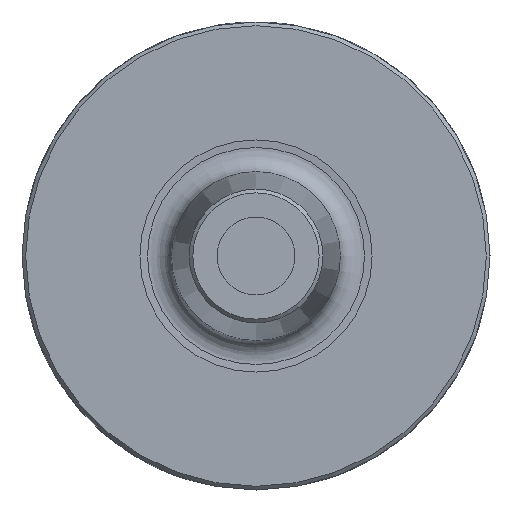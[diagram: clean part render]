
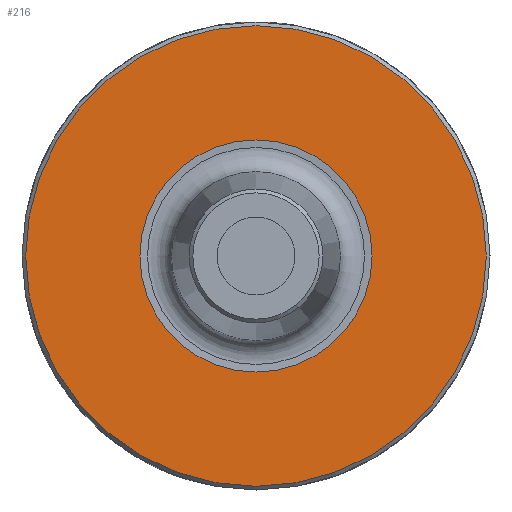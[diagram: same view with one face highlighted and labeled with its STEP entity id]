
A CAD part, left-side view. The second image highlights one B-rep face of the part: STEP entity #216.
In plain terms, the highlighted planar face has unit normal (-1, 0, 0).
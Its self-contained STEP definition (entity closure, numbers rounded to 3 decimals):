
#172=PLANE('',#733);
#216=ADVANCED_FACE('',(#277,#278),#172,.F.);
#277=FACE_BOUND('',#346,.T.);
#278=FACE_BOUND('',#347,.T.);
#346=EDGE_LOOP('',(#496));
#347=EDGE_LOOP('',(#497));
#496=ORIENTED_EDGE('',*,*,#633,.T.);
#497=ORIENTED_EDGE('',*,*,#632,.F.);
#557=VERTEX_POINT('',#1884);
#558=VERTEX_POINT('',#1887);
#632=EDGE_CURVE('',#557,#557,#652,.T.);
#633=EDGE_CURVE('',#558,#558,#653,.T.);
#652=CIRCLE('',#730,15.624);
#653=CIRCLE('',#732,31.);
#730=AXIS2_PLACEMENT_3D('',#1883,#894,#895);
#732=AXIS2_PLACEMENT_3D('',#1886,#898,#899);
#733=AXIS2_PLACEMENT_3D('',#1888,#900,#901);
#894=DIRECTION('',(-1.,0.,0.));
#895=DIRECTION('',(0.,0.,-1.));
#898=DIRECTION('',(-1.,0.,0.));
#899=DIRECTION('',(0.,0.,-1.));
#900=DIRECTION('',(1.,0.,0.));
#901=DIRECTION('',(0.,0.,-1.));
#1883=CARTESIAN_POINT('',(53.,0.,0.));
#1884=CARTESIAN_POINT('',(53.,0.,-15.624));
#1886=CARTESIAN_POINT('',(53.,0.,0.));
#1887=CARTESIAN_POINT('',(53.,0.,-31.));
#1888=CARTESIAN_POINT('',(53.,15.624,0.));
